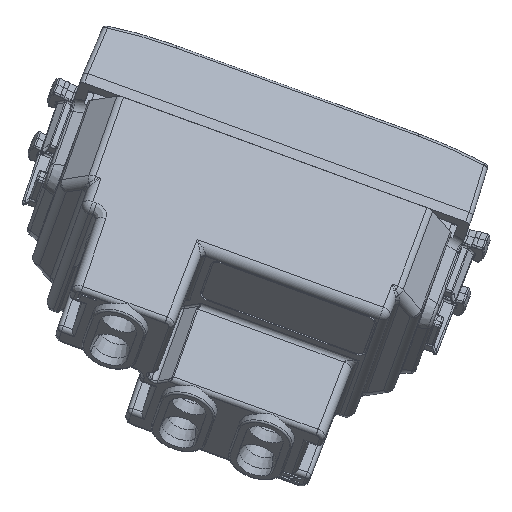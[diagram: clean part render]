
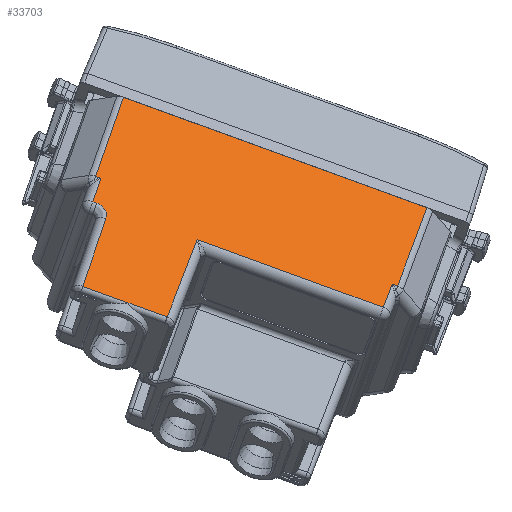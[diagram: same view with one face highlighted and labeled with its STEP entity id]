
A CAD part, left-side view. The second image highlights one B-rep face of the part: STEP entity #33703.
In plain terms, the highlighted face is planar.
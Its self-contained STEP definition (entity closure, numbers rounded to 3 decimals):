
#1915=CARTESIAN_POINT('Vertex',(11.175,-17.486,-2.2)) ;
#1918=CARTESIAN_POINT('Line Origine',(11.065,-17.376,10.4)) ;
#1922=CARTESIAN_POINT('Vertex',(11.081,-17.391,8.609)) ;
#1942=CARTESIAN_POINT('Line Origine',(11.065,17.376,10.4)) ;
#1946=CARTESIAN_POINT('Vertex',(11.175,17.486,-2.2)) ;
#1948=CARTESIAN_POINT('Vertex',(11.081,17.391,8.609)) ;
#5425=CARTESIAN_POINT('Vertex',(11.053,-16.717,11.809)) ;
#5428=CARTESIAN_POINT('Line Origine',(11.053,0.,11.809)) ;
#5432=CARTESIAN_POINT('Vertex',(11.053,4.705,11.809)) ;
#5461=CARTESIAN_POINT('Line Origine',(11.065,-16.742,10.4)) ;
#5465=CARTESIAN_POINT('Vertex',(11.081,-16.773,8.609)) ;
#5519=CARTESIAN_POINT('Line Origine',(11.081,1.919,8.609)) ;
#5541=CARTESIAN_POINT('Line Origine',(11.081,0.,8.609)) ;
#5545=CARTESIAN_POINT('Vertex',(11.081,16.773,8.609)) ;
#5585=CARTESIAN_POINT('Vertex',(11.053,16.717,11.809)) ;
#5588=CARTESIAN_POINT('Line Origine',(11.065,16.742,10.4)) ;
#5630=CARTESIAN_POINT('Line Origine',(11.053,0.,11.809)) ;
#5634=CARTESIAN_POINT('Vertex',(11.053,16.295,11.809)) ;
#5808=CARTESIAN_POINT('Vertex',(11.053,16.269,11.809)) ;
#5812=CARTESIAN_POINT('Control Point',(11.053,16.295,11.809)) ;
#5813=CARTESIAN_POINT('Control Point',(11.053,16.287,11.809)) ;
#5814=CARTESIAN_POINT('Control Point',(11.053,16.278,11.809)) ;
#5815=CARTESIAN_POINT('Control Point',(11.053,16.269,11.809)) ;
#5868=CARTESIAN_POINT('Vertex',(11.04,14.77,13.283)) ;
#5872=CARTESIAN_POINT('Control Point',(11.04,14.77,13.283)) ;
#5873=CARTESIAN_POINT('Control Point',(11.04,14.771,13.217)) ;
#5874=CARTESIAN_POINT('Control Point',(11.041,14.776,13.151)) ;
#5875=CARTESIAN_POINT('Control Point',(11.042,14.784,13.086)) ;
#5876=CARTESIAN_POINT('Control Point',(11.043,14.82,12.89)) ;
#5877=CARTESIAN_POINT('Control Point',(11.045,14.888,12.702)) ;
#5878=CARTESIAN_POINT('Control Point',(11.046,14.947,12.582)) ;
#5879=CARTESIAN_POINT('Control Point',(11.048,15.091,12.357)) ;
#5880=CARTESIAN_POINT('Control Point',(11.05,15.281,12.169)) ;
#5881=CARTESIAN_POINT('Control Point',(11.05,15.386,12.086)) ;
#5882=CARTESIAN_POINT('Control Point',(11.052,15.613,11.944)) ;
#5883=CARTESIAN_POINT('Control Point',(11.052,15.865,11.855)) ;
#5884=CARTESIAN_POINT('Control Point',(11.053,15.996,11.825)) ;
#5885=CARTESIAN_POINT('Control Point',(11.053,16.13,11.809)) ;
#5886=CARTESIAN_POINT('Control Point',(11.053,16.265,11.809)) ;
#5887=CARTESIAN_POINT('Control Point',(11.053,16.266,11.809)) ;
#5888=CARTESIAN_POINT('Control Point',(11.053,16.268,11.809)) ;
#5889=CARTESIAN_POINT('Control Point',(11.053,16.269,11.809)) ;
#33660=CARTESIAN_POINT('Axis2P3D Location',(11.175,0.,-2.2)) ;
#33666=CARTESIAN_POINT('Control Point',(11.053,4.705,11.809)) ;
#33667=CARTESIAN_POINT('Control Point',(10.959,4.891,22.504)) ;
#33668=CARTESIAN_POINT('Vertex',(10.959,4.891,22.504)) ;
#33671=CARTESIAN_POINT('Line Origine',(11.175,0.,-2.2)) ;
#33677=CARTESIAN_POINT('Control Point',(11.04,14.77,13.283)) ;
#33678=CARTESIAN_POINT('Control Point',(10.959,14.609,22.504)) ;
#33679=CARTESIAN_POINT('Vertex',(10.959,14.609,22.504)) ;
#33682=CARTESIAN_POINT('Line Origine',(10.959,0.,22.504)) ;
#1919=DIRECTION('Vector Direction',(-0.009,0.009,1.)) ;
#1943=DIRECTION('Vector Direction',(0.009,0.009,-1.)) ;
#5429=DIRECTION('Vector Direction',(0.,-1.,0.)) ;
#5462=DIRECTION('Vector Direction',(-0.009,0.017,1.)) ;
#5520=DIRECTION('Vector Direction',(0.,-1.,0.)) ;
#5542=DIRECTION('Vector Direction',(0.,-1.,0.)) ;
#5589=DIRECTION('Vector Direction',(-0.009,-0.017,1.)) ;
#5631=DIRECTION('Vector Direction',(0.,1.,0.)) ;
#33661=DIRECTION('Axis2P3D Direction',(1.,0.,0.009)) ;
#33662=DIRECTION('Axis2P3D XDirection',(0.,-1.,0.)) ;
#33672=DIRECTION('Vector Direction',(0.,-1.,0.)) ;
#33683=DIRECTION('Vector Direction',(0.,-1.,0.)) ;
#33663=AXIS2_PLACEMENT_3D('Plane Axis2P3D',#33660,#33661,#33662) ;
#33688=ORIENTED_EDGE('',*,*,#33670,.F.) ;
#33689=ORIENTED_EDGE('',*,*,#5434,.F.) ;
#33690=ORIENTED_EDGE('',*,*,#5467,.T.) ;
#33691=ORIENTED_EDGE('',*,*,#5523,.F.) ;
#33692=ORIENTED_EDGE('',*,*,#1924,.F.) ;
#33693=ORIENTED_EDGE('',*,*,#33675,.F.) ;
#33694=ORIENTED_EDGE('',*,*,#1950,.T.) ;
#33695=ORIENTED_EDGE('',*,*,#5547,.F.) ;
#33696=ORIENTED_EDGE('',*,*,#5592,.T.) ;
#33697=ORIENTED_EDGE('',*,*,#5636,.T.) ;
#33698=ORIENTED_EDGE('',*,*,#5816,.F.) ;
#33699=ORIENTED_EDGE('',*,*,#5890,.F.) ;
#33700=ORIENTED_EDGE('',*,*,#33681,.F.) ;
#33701=ORIENTED_EDGE('',*,*,#33686,.T.) ;
#1920=VECTOR('Line Direction',#1919,1.) ;
#1944=VECTOR('Line Direction',#1943,1.) ;
#5430=VECTOR('Line Direction',#5429,1.) ;
#5463=VECTOR('Line Direction',#5462,1.) ;
#5521=VECTOR('Line Direction',#5520,1.) ;
#5543=VECTOR('Line Direction',#5542,1.) ;
#5590=VECTOR('Line Direction',#5589,1.) ;
#5632=VECTOR('Line Direction',#5631,1.) ;
#33673=VECTOR('Line Direction',#33672,1.) ;
#33684=VECTOR('Line Direction',#33683,1.) ;
#33703=ADVANCED_FACE('PartBody',(#33702),#33664,.T.) ;
#5811=B_SPLINE_CURVE_WITH_KNOTS('',3,(#5812,#5813,#5814,#5815),.UNSPECIFIED.,.F.,.U.,(4,4),(-16.295,-16.269),.UNSPECIFIED.) ;
#5871=B_SPLINE_CURVE_WITH_KNOTS('',5,(#5872,#5873,#5874,#5875,#5876,#5877,#5878,#5879,#5880,#5881,#5882,#5883,#5884,#5885,#5886,#5887,#5888,#5889),.UNSPECIFIED.,.F.,.U.,(6,3,3,3,3,6),(3.739,4.086,4.786,5.487,6.187,6.196),.UNSPECIFIED.) ;
#33665=B_SPLINE_CURVE_WITH_KNOTS('',1,(#33666,#33667),.UNSPECIFIED.,.F.,.U.,(2,2),(1.409,12.107),.UNSPECIFIED.) ;
#33676=B_SPLINE_CURVE_WITH_KNOTS('',1,(#33677,#33678),.UNSPECIFIED.,.F.,.U.,(2,2),(2.883,12.107),.UNSPECIFIED.) ;
#1924=EDGE_CURVE('',#1916,#1923,#1921,.T.) ;
#1950=EDGE_CURVE('',#1947,#1949,#1945,.F.) ;
#5434=EDGE_CURVE('',#5426,#5433,#5431,.F.) ;
#5467=EDGE_CURVE('',#5426,#5466,#5464,.F.) ;
#5523=EDGE_CURVE('',#1923,#5466,#5522,.F.) ;
#5547=EDGE_CURVE('',#5546,#1949,#5544,.F.) ;
#5592=EDGE_CURVE('',#5546,#5586,#5591,.T.) ;
#5636=EDGE_CURVE('',#5586,#5635,#5633,.F.) ;
#5816=EDGE_CURVE('',#5809,#5635,#5811,.F.) ;
#5890=EDGE_CURVE('',#5869,#5809,#5871,.T.) ;
#33670=EDGE_CURVE('',#5433,#33669,#33665,.T.) ;
#33675=EDGE_CURVE('',#1947,#1916,#33674,.T.) ;
#33681=EDGE_CURVE('',#33680,#5869,#33676,.F.) ;
#33686=EDGE_CURVE('',#33680,#33669,#33685,.T.) ;
#33687=EDGE_LOOP('',(#33688,#33689,#33690,#33691,#33692,#33693,#33694,#33695,#33696,#33697,#33698,#33699,#33700,#33701)) ;
#33702=FACE_OUTER_BOUND('',#33687,.T.) ;
#1921=LINE('Line',#1918,#1920) ;
#1945=LINE('Line',#1942,#1944) ;
#5431=LINE('Line',#5428,#5430) ;
#5464=LINE('Line',#5461,#5463) ;
#5522=LINE('Line',#5519,#5521) ;
#5544=LINE('Line',#5541,#5543) ;
#5591=LINE('Line',#5588,#5590) ;
#5633=LINE('Line',#5630,#5632) ;
#33674=LINE('Line',#33671,#33673) ;
#33685=LINE('Line',#33682,#33684) ;
#33664=PLANE('',#33663) ;
#1916=VERTEX_POINT('',#1915) ;
#1923=VERTEX_POINT('',#1922) ;
#1947=VERTEX_POINT('',#1946) ;
#1949=VERTEX_POINT('',#1948) ;
#5426=VERTEX_POINT('',#5425) ;
#5433=VERTEX_POINT('',#5432) ;
#5466=VERTEX_POINT('',#5465) ;
#5546=VERTEX_POINT('',#5545) ;
#5586=VERTEX_POINT('',#5585) ;
#5635=VERTEX_POINT('',#5634) ;
#5809=VERTEX_POINT('',#5808) ;
#5869=VERTEX_POINT('',#5868) ;
#33669=VERTEX_POINT('',#33668) ;
#33680=VERTEX_POINT('',#33679) ;
